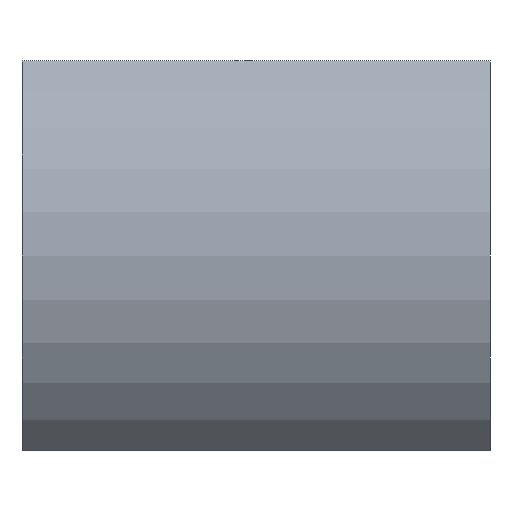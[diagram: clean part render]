
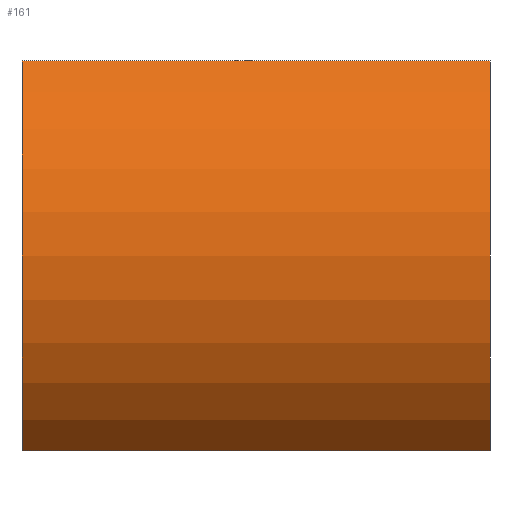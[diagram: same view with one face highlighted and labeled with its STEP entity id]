
A CAD part, left-side view. The second image highlights one B-rep face of the part: STEP entity #161.
In plain terms, the highlighted cylindrical face has radius 6.56 mm (diameter 13.12 mm), a partial arc.
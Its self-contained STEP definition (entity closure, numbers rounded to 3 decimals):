
#5 = CIRCLE ( 'NONE', #198, 6.56 ) ;
#9 = VERTEX_POINT ( 'NONE', #153 ) ;
#13 = CARTESIAN_POINT ( 'NONE',  ( 0.109, 0., 5. ) ) ;
#18 = CARTESIAN_POINT ( 'NONE',  ( 4.355, 12., 0. ) ) ;
#23 = LINE ( 'NONE', #189, #65 ) ;
#31 = CARTESIAN_POINT ( 'NONE',  ( 0.109, 0., -5. ) ) ;
#34 = VERTEX_POINT ( 'NONE', #41 ) ;
#39 = AXIS2_PLACEMENT_3D ( 'NONE', #18, #56, #146 ) ;
#41 = CARTESIAN_POINT ( 'NONE',  ( 0.109, 12., 5. ) ) ;
#47 = CIRCLE ( 'NONE', #103, 6.56 ) ;
#56 = DIRECTION ( 'NONE',  ( 0., -1., 0. ) ) ;
#59 = DIRECTION ( 'NONE',  ( 0., 0., 1. ) ) ;
#61 = DIRECTION ( 'NONE',  ( 0., 1., 0. ) ) ;
#65 = VECTOR ( 'NONE', #94, 1000. ) ;
#73 = DIRECTION ( 'NONE',  ( 0., -1., 0. ) ) ;
#80 = VECTOR ( 'NONE', #73, 1000. ) ;
#82 = EDGE_CURVE ( 'NONE', #9, #150, #177, .T. ) ;
#83 = ORIENTED_EDGE ( 'NONE', *, *, #82, .T. ) ;
#85 = EDGE_LOOP ( 'NONE', ( #122, #199, #201, #83 ) ) ;
#94 = DIRECTION ( 'NONE',  ( 0., -1., 0. ) ) ;
#103 = AXIS2_PLACEMENT_3D ( 'NONE', #118, #61, #59 ) ;
#118 = CARTESIAN_POINT ( 'NONE',  ( 4.355, 12., 0. ) ) ;
#120 = VERTEX_POINT ( 'NONE', #13 ) ;
#122 = ORIENTED_EDGE ( 'NONE', *, *, #148, .T. ) ;
#126 = CARTESIAN_POINT ( 'NONE',  ( 4.355, 0., 0. ) ) ;
#136 = CARTESIAN_POINT ( 'NONE',  ( 0.109, 12., -5. ) ) ;
#140 = FACE_OUTER_BOUND ( 'NONE', #85, .T. ) ;
#144 = EDGE_CURVE ( 'NONE', #9, #34, #47, .T. ) ;
#146 = DIRECTION ( 'NONE',  ( 0., 0., -1. ) ) ;
#148 = EDGE_CURVE ( 'NONE', #150, #120, #5, .T. ) ;
#150 = VERTEX_POINT ( 'NONE', #31 ) ;
#153 = CARTESIAN_POINT ( 'NONE',  ( 0.109, 12., -5. ) ) ;
#161 = ADVANCED_FACE ( 'NONE', ( #140 ), #193, .T. ) ;
#170 = DIRECTION ( 'NONE',  ( 0., 0., 1. ) ) ;
#177 = LINE ( 'NONE', #136, #80 ) ;
#188 = EDGE_CURVE ( 'NONE', #34, #120, #23, .T. ) ;
#189 = CARTESIAN_POINT ( 'NONE',  ( 0.109, 12., 5. ) ) ;
#193 = CYLINDRICAL_SURFACE ( 'NONE', #39, 6.56 ) ;
#198 = AXIS2_PLACEMENT_3D ( 'NONE', #126, #202, #170 ) ;
#199 = ORIENTED_EDGE ( 'NONE', *, *, #188, .F. ) ;
#201 = ORIENTED_EDGE ( 'NONE', *, *, #144, .F. ) ;
#202 = DIRECTION ( 'NONE',  ( 0., 1., 0. ) ) ;
